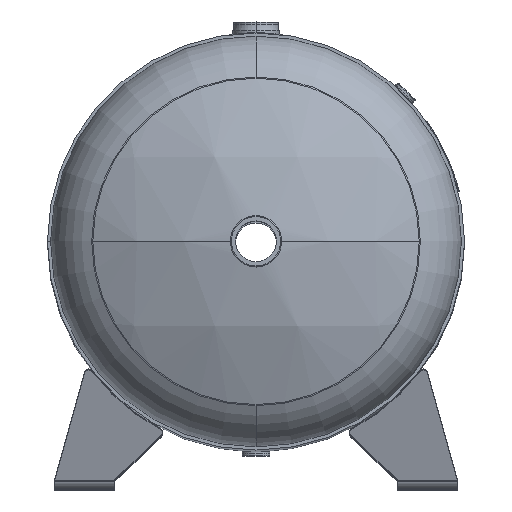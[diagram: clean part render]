
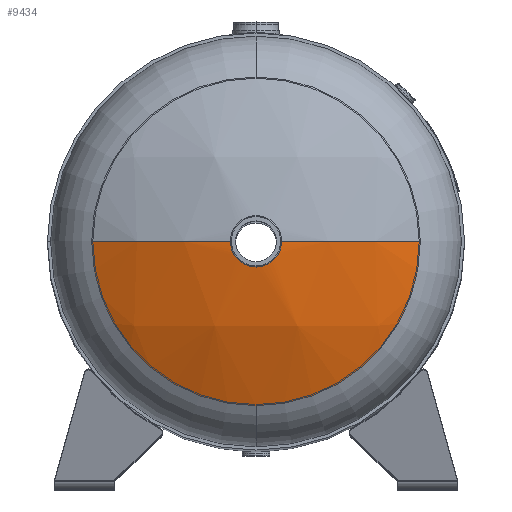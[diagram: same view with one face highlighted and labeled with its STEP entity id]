
A CAD part, top view. The second image highlights one B-rep face of the part: STEP entity #9434.
In plain terms, the highlighted spherical face has radius 548.64 mm.
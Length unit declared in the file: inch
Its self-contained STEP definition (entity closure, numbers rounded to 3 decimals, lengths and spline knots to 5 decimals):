
#792 = CARTESIAN_POINT ( 'NONE',  ( -1.3775, 6.97087, 0. ) ) ;
#1009 = VERTEX_POINT ( 'NONE', #2118 ) ;
#1459 = CARTESIAN_POINT ( 'NONE',  ( 9.6, 4.76425, 0. ) ) ;
#1584 = CARTESIAN_POINT ( 'NONE',  ( 0., 4.76425, 0. ) ) ;
#2118 = CARTESIAN_POINT ( 'NONE',  ( 1.3775, 6.97087, 0. ) ) ;
#2163 = DIRECTION ( 'NONE',  ( 0., 0., -1. ) ) ;
#2307 = DIRECTION ( 'NONE',  ( 0., 0., -1. ) ) ;
#2367 = ORIENTED_EDGE ( 'NONE', *, *, #4390, .T. ) ;
#2422 = DIRECTION ( 'NONE',  ( 0., -1., 0. ) ) ;
#2487 = CARTESIAN_POINT ( 'NONE',  ( 0., 6.97087, 0. ) ) ;
#2692 = EDGE_CURVE ( 'NONE', #6378, #8791, #7907, .T. ) ;
#2840 = EDGE_CURVE ( 'NONE', #10548, #6378, #5358, .T. ) ;
#2934 = EDGE_CURVE ( 'NONE', #5255, #1009, #3797, .T. ) ;
#3099 = SPHERICAL_SURFACE ( 'NONE', #8339, 21.6 ) ;
#3212 = FACE_OUTER_BOUND ( 'NONE', #11447, .T. ) ;
#3221 = CARTESIAN_POINT ( 'NONE',  ( 0., -14.58517, 0. ) ) ;
#3797 = CIRCLE ( 'NONE', #8298, 1.3775 ) ;
#4060 = CARTESIAN_POINT ( 'NONE',  ( 0., -14.58517, 0. ) ) ;
#4123 = DIRECTION ( 'NONE',  ( 1., 0., 0. ) ) ;
#4184 = AXIS2_PLACEMENT_3D ( 'NONE', #4325, #5184, #9032 ) ;
#4325 = CARTESIAN_POINT ( 'NONE',  ( 0., 4.76425, 0. ) ) ;
#4342 = CARTESIAN_POINT ( 'NONE',  ( 0., 4.76425, 9.6 ) ) ;
#4390 = EDGE_CURVE ( 'NONE', #5255, #8791, #4422, .T. ) ;
#4422 = CIRCLE ( 'NONE', #12069, 21.6 ) ;
#5184 = DIRECTION ( 'NONE',  ( 0., -1., 0. ) ) ;
#5255 = VERTEX_POINT ( 'NONE', #792 ) ;
#5358 = CIRCLE ( 'NONE', #5938, 9.6 ) ;
#5821 = CARTESIAN_POINT ( 'NONE',  ( 0., -14.58517, 0. ) ) ;
#5938 = AXIS2_PLACEMENT_3D ( 'NONE', #1584, #2422, #9774 ) ;
#6378 = VERTEX_POINT ( 'NONE', #4342 ) ;
#6437 = ORIENTED_EDGE ( 'NONE', *, *, #2840, .F. ) ;
#6809 = AXIS2_PLACEMENT_3D ( 'NONE', #5821, #2163, #9687 ) ;
#6944 = DIRECTION ( 'NONE',  ( 0., 0., 1. ) ) ;
#6946 = DIRECTION ( 'NONE',  ( 0., 1., 0. ) ) ;
#7554 = CARTESIAN_POINT ( 'NONE',  ( -9.6, 4.76425, 0. ) ) ;
#7705 = EDGE_CURVE ( 'NONE', #1009, #10548, #10717, .T. ) ;
#7907 = CIRCLE ( 'NONE', #4184, 9.6 ) ;
#8298 = AXIS2_PLACEMENT_3D ( 'NONE', #2487, #6946, #2307 ) ;
#8339 = AXIS2_PLACEMENT_3D ( 'NONE', #4060, #9591, #4123 ) ;
#8791 = VERTEX_POINT ( 'NONE', #7554 ) ;
#9032 = DIRECTION ( 'NONE',  ( 0., 0., -1. ) ) ;
#9434 = ADVANCED_FACE ( 'NONE', ( #3212 ), #3099, .T. ) ;
#9591 = DIRECTION ( 'NONE',  ( 0., 0., 1. ) ) ;
#9687 = DIRECTION ( 'NONE',  ( -1., 0., 0. ) ) ;
#9774 = DIRECTION ( 'NONE',  ( 0., 0., -1. ) ) ;
#10147 = ORIENTED_EDGE ( 'NONE', *, *, #7705, .F. ) ;
#10548 = VERTEX_POINT ( 'NONE', #1459 ) ;
#10599 = ORIENTED_EDGE ( 'NONE', *, *, #2692, .F. ) ;
#10717 = CIRCLE ( 'NONE', #6809, 21.6 ) ;
#10850 = DIRECTION ( 'NONE',  ( 1., 0., 0. ) ) ;
#11447 = EDGE_LOOP ( 'NONE', ( #11967, #2367, #10599, #6437, #10147 ) ) ;
#11967 = ORIENTED_EDGE ( 'NONE', *, *, #2934, .F. ) ;
#12069 = AXIS2_PLACEMENT_3D ( 'NONE', #3221, #6944, #10850 ) ;
